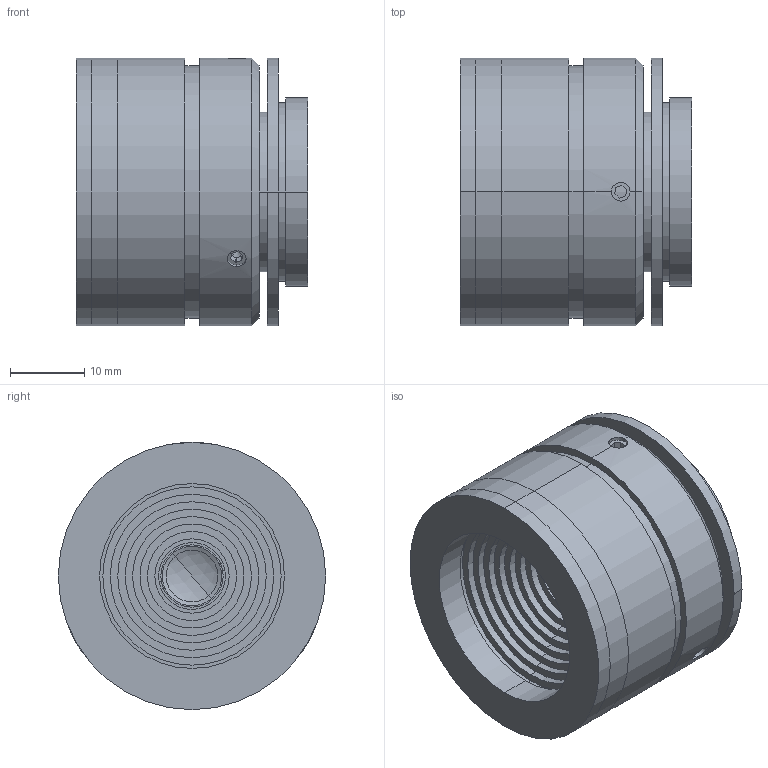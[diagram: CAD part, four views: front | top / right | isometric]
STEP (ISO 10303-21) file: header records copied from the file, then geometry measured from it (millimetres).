
FILE_DESCRIPTION (( 'STEP AP203' ), '1' );
FILE_NAME ('XF-MH03X44.STEP', '2024-08-07T08:37:02', ( '' ), ( '' ), 'SwSTEP 2.0', 'SolidWorks 2022', '' );
FILE_SCHEMA (( 'CONFIG_CONTROL_DESIGN' ));
Length unit declared in the file: millimetre
Products named in the file (1): XF-MH03X44
Bounding box: 31.24 x 36 x 36 mm (x, y, z)
Surface area: 9629.4 mm2 (no closed solid volume)
Topology: 0 solids, 12 shells, 110 faces, 285 edges, 191 vertices
Faces by surface type: plane 52, cylinder 48, cone 8, sphere 2
Entity records: 3633 total; most frequent: CARTESIAN_POINT 811, DIRECTION 625, ORIENTED_EDGE 482, EDGE_CURVE 281, AXIS2_PLACEMENT_3D 245, VERTEX_POINT 191, VECTOR 135, EDGE_LOOP 135
